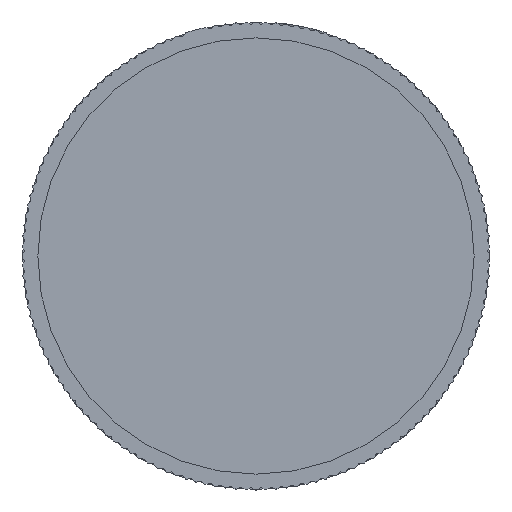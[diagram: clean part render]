
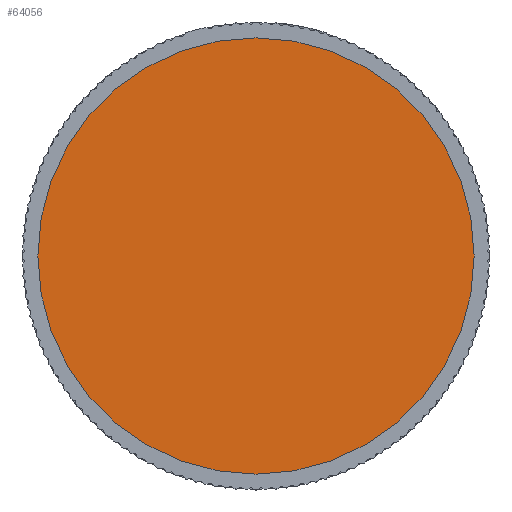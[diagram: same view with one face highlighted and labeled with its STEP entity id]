
A CAD part, front view. The second image highlights one B-rep face of the part: STEP entity #64056.
In plain terms, the highlighted planar face has unit normal (0, -1, 0).
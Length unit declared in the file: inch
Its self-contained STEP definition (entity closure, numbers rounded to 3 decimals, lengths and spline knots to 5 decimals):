
#1998 = CARTESIAN_POINT ( 'NONE',  ( 0., 0.37795, -1.2874 ) ) ;
#2850 = ORIENTED_EDGE ( 'NONE', *, *, #42070, .T. ) ;
#3096 = DIRECTION ( 'NONE',  ( 0., 0., -1. ) ) ;
#6555 = DIRECTION ( 'NONE',  ( 0., -1., 0. ) ) ;
#7719 = CARTESIAN_POINT ( 'NONE',  ( 1.24065, 0.37795, 0. ) ) ;
#8055 = FACE_OUTER_BOUND ( 'NONE', #62010, .T. ) ;
#8227 = DIRECTION ( 'NONE',  ( 0., 0., -1. ) ) ;
#14509 = VERTEX_POINT ( 'NONE', #1998 ) ;
#16910 = AXIS2_PLACEMENT_3D ( 'NONE', #7719, #48224, #3096 ) ;
#23334 = CARTESIAN_POINT ( 'NONE',  ( 0., 0.37795, 1.2874 ) ) ;
#27772 = EDGE_CURVE ( 'NONE', #58680, #14509, #58176, .T. ) ;
#28473 = PLANE ( 'NONE',  #16910 ) ;
#32462 = ORIENTED_EDGE ( 'NONE', *, *, #27772, .T. ) ;
#33911 = DIRECTION ( 'NONE',  ( 0., -1., 0. ) ) ;
#42070 = EDGE_CURVE ( 'NONE', #14509, #58680, #47927, .T. ) ;
#42711 = AXIS2_PLACEMENT_3D ( 'NONE', #51682, #6555, #46754 ) ;
#46754 = DIRECTION ( 'NONE',  ( 0., 0., -1. ) ) ;
#47927 = CIRCLE ( 'NONE', #42711, 1.2874 ) ;
#48224 = DIRECTION ( 'NONE',  ( 0., -1., 0. ) ) ;
#48725 = CARTESIAN_POINT ( 'NONE',  ( 0., 0.37795, 0. ) ) ;
#51682 = CARTESIAN_POINT ( 'NONE',  ( 0., 0.37795, 0. ) ) ;
#58176 = CIRCLE ( 'NONE', #59196, 1.2874 ) ;
#58680 = VERTEX_POINT ( 'NONE', #23334 ) ;
#59196 = AXIS2_PLACEMENT_3D ( 'NONE', #48725, #33911, #8227 ) ;
#62010 = EDGE_LOOP ( 'NONE', ( #2850, #32462 ) ) ;
#64056 = ADVANCED_FACE ( 'NONE', ( #8055 ), #28473, .T. ) ;
